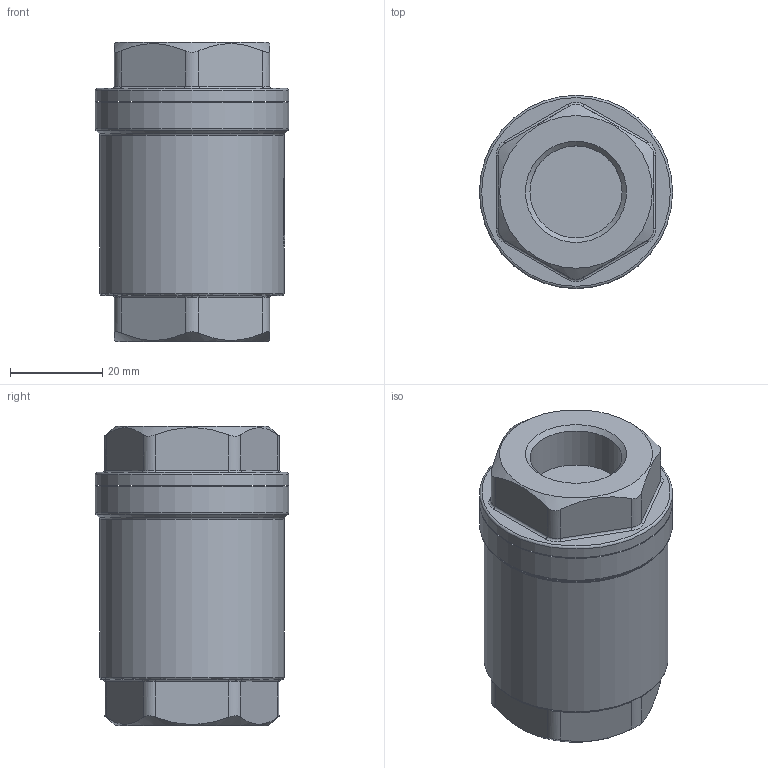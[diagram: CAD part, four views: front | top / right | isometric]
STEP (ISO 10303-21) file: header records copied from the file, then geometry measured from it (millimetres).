
FILE_DESCRIPTION(/* description */ (''),/* implementation_level */ '2;1');
FILE_NAME(/* name */ 'DN20_3D_STEP.stp',/* time_stamp */ '2024-03-27T23:45:29+03:00',/* author */ ('igorr'),/* organization */ (''),/* preprocessor_version */ 'ST-DEVELOPER v19.2',/* originating_system */ 'Autodesk Inventor 2023',/* authorisation */ '');
FILE_SCHEMA (('AUTOMOTIVE_DESIGN { 1 0 10303 214 3 1 1 }'));
Length unit declared in the file: millimetre
Products named in the file (1): Деталь
Bounding box: 42 x 42 x 65 mm (x, y, z)
Volume: 70683.7 mm3; surface area: 13785.4 mm2
Topology: 1 solids, 1 shells, 164 faces, 405 edges, 256 vertices
Faces by surface type: plane 69, cylinder 39, bspline 29, torus 22, cone 5
Full cylindrical faces by diameter (mm): 20 x3, 40 x1, 42 x2
Entity records: 5924 total; most frequent: CARTESIAN_POINT 1951, ORIENTED_EDGE 810, DIRECTION 743, EDGE_CURVE 405, AXIS2_PLACEMENT_3D 288, VERTEX_POINT 256, EDGE_LOOP 177, LINE 167
